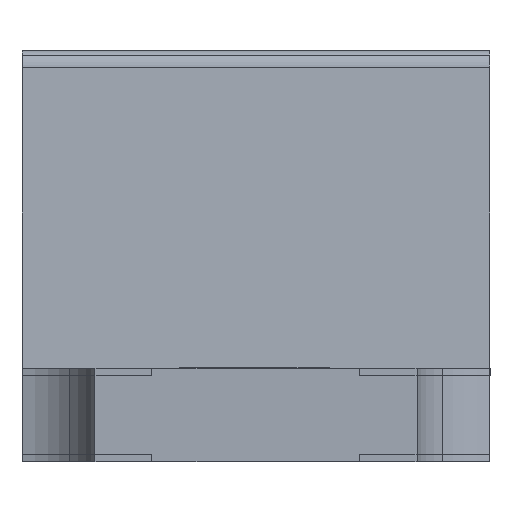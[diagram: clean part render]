
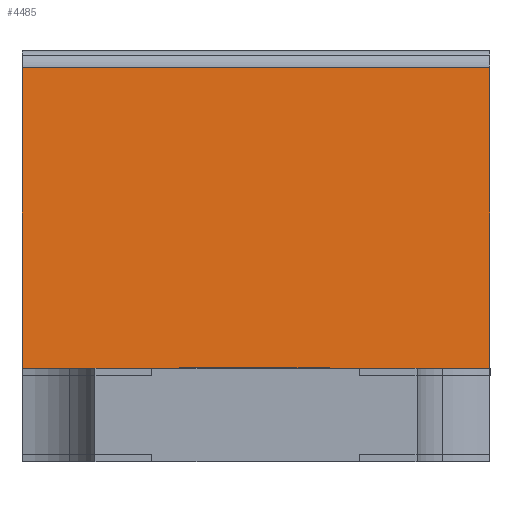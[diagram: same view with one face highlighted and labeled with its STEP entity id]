
A CAD part, left-side view. The second image highlights one B-rep face of the part: STEP entity #4485.
In plain terms, the highlighted planar face has unit normal (-0.998, 0, 0.059).
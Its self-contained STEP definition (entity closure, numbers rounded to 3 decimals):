
#4485 = ADVANCED_FACE ( 'NONE', ( #15760 ), #19552, .T. ) ;
#4534 = EDGE_CURVE ( 'NONE', #5993, #5994, #19806, .T. ) ;
#4537 = EDGE_CURVE ( 'NONE', #6002, #5993, #19823, .T. ) ;
#4550 = EDGE_CURVE ( 'NONE', #5994, #6000, #18796, .T. ) ;
#4554 = EDGE_CURVE ( 'NONE', #6000, #6002, #18772, .T. ) ;
#5993 = VERTEX_POINT ( 'NONE', #21031 ) ;
#5994 = VERTEX_POINT ( 'NONE', #21040 ) ;
#6000 = VERTEX_POINT ( 'NONE', #21024 ) ;
#6002 = VERTEX_POINT ( 'NONE', #21033 ) ;
#6236 = EDGE_LOOP ( 'NONE', ( #6334, #6318, #6307, #6311 ) ) ;
#6307 = ORIENTED_EDGE ( 'NONE', *, *, #4534, .T. ) ;
#6311 = ORIENTED_EDGE ( 'NONE', *, *, #4550, .T. ) ;
#6318 = ORIENTED_EDGE ( 'NONE', *, *, #4537, .T. ) ;
#6334 = ORIENTED_EDGE ( 'NONE', *, *, #4554, .T. ) ;
#14627 = VECTOR ( 'NONE', #18787, 1000. ) ;
#14633 = VECTOR ( 'NONE', #18773, 1000. ) ;
#15760 = FACE_OUTER_BOUND ( 'NONE', #6236, .T. ) ;
#15766 = AXIS2_PLACEMENT_3D ( 'NONE', #19554, #19553, #19556 ) ;
#15872 = VECTOR ( 'NONE', #19831, 1000. ) ;
#15877 = VECTOR ( 'NONE', #19826, 1000. ) ;
#18772 = LINE ( 'NONE', #18775, #14633 ) ;
#18773 = DIRECTION ( 'NONE',  ( 0.059, 0., 0.998 ) ) ;
#18775 = CARTESIAN_POINT ( 'NONE',  ( -6682.406, 160.614, 3060.774 ) ) ;
#18781 = CARTESIAN_POINT ( 'NONE',  ( -6682.43, 161.239, 3060.373 ) ) ;
#18787 = DIRECTION ( 'NONE',  ( 0., -1., 0. ) ) ;
#18796 = LINE ( 'NONE', #18781, #14627 ) ;
#19552 = PLANE ( 'NONE',  #15766 ) ;
#19553 = DIRECTION ( 'NONE',  ( -0.998, 0., 0.059 ) ) ;
#19554 = CARTESIAN_POINT ( 'NONE',  ( -6682.382, 161.864, 3061.176 ) ) ;
#19556 = DIRECTION ( 'NONE',  ( -0.059, 0., -0.998 ) ) ;
#19806 = LINE ( 'NONE', #19807, #15877 ) ;
#19807 = CARTESIAN_POINT ( 'NONE',  ( -6682.406, 161.864, 3060.774 ) ) ;
#19823 = LINE ( 'NONE', #19829, #15872 ) ;
#19826 = DIRECTION ( 'NONE',  ( -0.059, 0., -0.998 ) ) ;
#19829 = CARTESIAN_POINT ( 'NONE',  ( -6682.382, 161.239, 3061.176 ) ) ;
#19831 = DIRECTION ( 'NONE',  ( 0., 1., 0. ) ) ;
#21024 = CARTESIAN_POINT ( 'NONE',  ( -6682.43, 160.614, 3060.373 ) ) ;
#21031 = CARTESIAN_POINT ( 'NONE',  ( -6682.382, 161.864, 3061.176 ) ) ;
#21033 = CARTESIAN_POINT ( 'NONE',  ( -6682.382, 160.614, 3061.176 ) ) ;
#21040 = CARTESIAN_POINT ( 'NONE',  ( -6682.43, 161.864, 3060.373 ) ) ;
